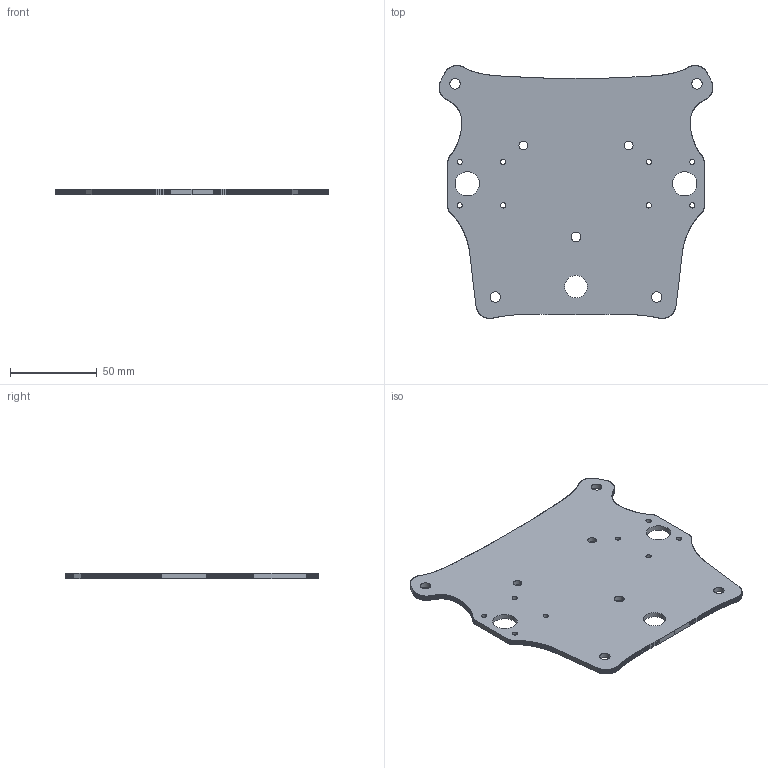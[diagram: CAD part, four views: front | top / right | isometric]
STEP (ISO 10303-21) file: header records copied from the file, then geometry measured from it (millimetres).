
FILE_DESCRIPTION(('CATIA V5 STEP Exchange'),'2;1');
FILE_NAME('F1-BACK.stp','2020-11-10T15:49:28+00:00',('none'),('none'),'CATIA Version 5 Release 21 GA (IN-10)','CATIA V5 STEP AP203','none');
FILE_SCHEMA(('CONFIG_CONTROL_DESIGN'));
Products named in the file (1): Part1
Bounding box: 157.42 x 145.39 x 3 mm (x, y, z)
Volume: 53974.9 mm3; surface area: 38679.7 mm2
Topology: 1 solids, 1 shells, 2437 faces, 7305 edges, 4870 vertices
Faces by surface type: plane 2401, cylinder 36
Entity records: 78553 total; most frequent: ORIENTED_EDGE 14610, CARTESIAN_POINT 14225, DIRECTION 11403, EDGE_CURVE 7305, VECTOR 7233, LINE 7233, VERTEX_POINT 4870, EDGE_LOOP 2473
